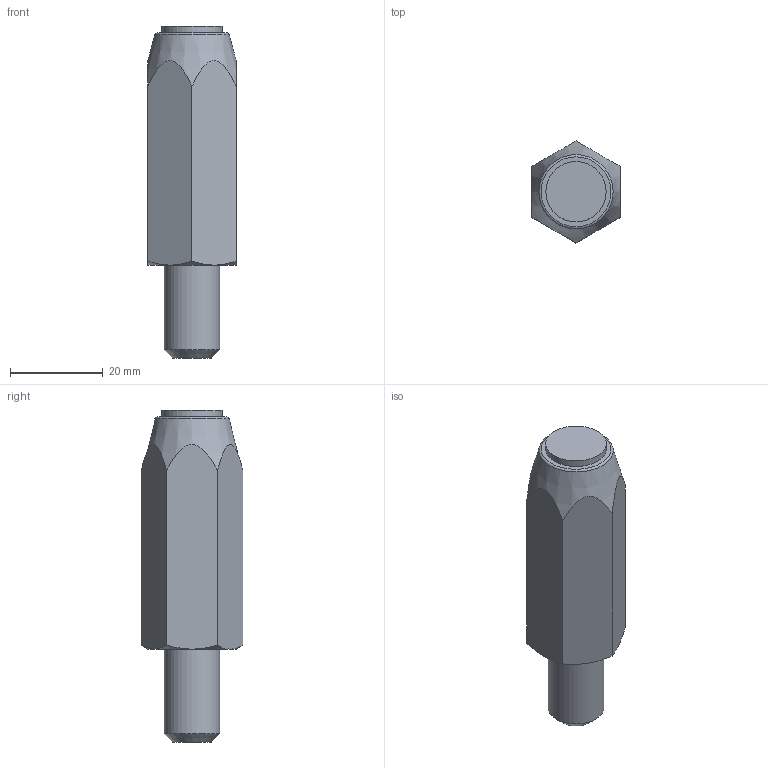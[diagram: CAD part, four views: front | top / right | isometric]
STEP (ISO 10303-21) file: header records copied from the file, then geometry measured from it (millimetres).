
FILE_DESCRIPTION( ( 'Unknown' ), '1' );
FILE_NAME( 'PT46-1250.stp', 'Unknown', ( 'Unknown' ), ( 'Unknown' ), 'XStep 1.0', 'Unknown', ' ' );
FILE_SCHEMA( ( 'CONFIG_CONTROL_DESIGN' ) );
Length unit declared in the file: millimetre
Products named in the file (1): 1
Bounding box: 19 x 21.94 x 71.5 mm (x, y, z)
Volume: 17540.7 mm3; surface area: 4485.4 mm2
Topology: 1 solids, 1 shells, 21 faces, 45 edges, 28 vertices
Faces by surface type: plane 10, cone 8, cylinder 2, torus 1
Full cylindrical faces by diameter (mm): 12 x1, 13 x1
Entity records: 774 total; most frequent: CARTESIAN_POINT 338, DIRECTION 76, ORIENTED_EDGE 74, EDGE_CURVE 37, AXIS2_PLACEMENT_3D 35, EDGE_LOOP 28, VERTEX_POINT 25, FACE_OUTER_BOUND 24
